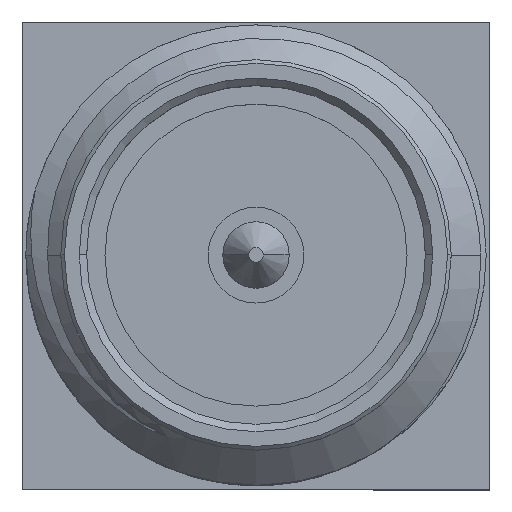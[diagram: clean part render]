
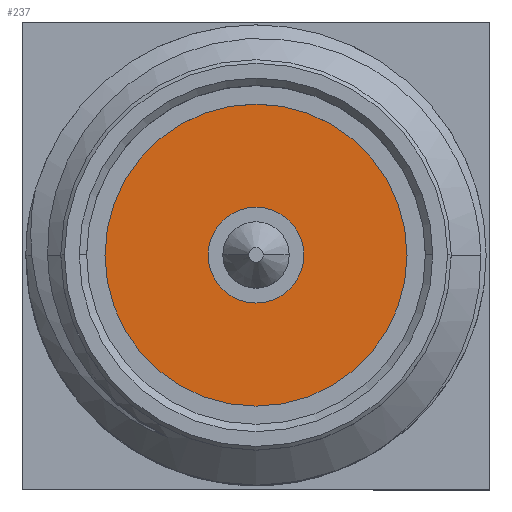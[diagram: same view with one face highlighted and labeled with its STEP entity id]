
A CAD part, top view. The second image highlights one B-rep face of the part: STEP entity #237.
In plain terms, the highlighted planar face has unit normal (0, 0, 1).
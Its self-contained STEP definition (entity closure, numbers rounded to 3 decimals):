
#42 = CARTESIAN_POINT ( 'NONE',  ( 0., 0.65, 11.33 ) ) ;
#140 = DIRECTION ( 'NONE',  ( 0., 1., 0. ) ) ;
#155 = CARTESIAN_POINT ( 'NONE',  ( 0., 0., 11.33 ) ) ;
#237 = ADVANCED_FACE ( 'NONE', ( #2964, #628 ), #2375, .T. ) ;
#265 = CARTESIAN_POINT ( 'NONE',  ( 0., 2.05, 11.33 ) ) ;
#376 = CARTESIAN_POINT ( 'NONE',  ( 0., -0.65, 11.33 ) ) ;
#410 = EDGE_CURVE ( 'NONE', #3153, #2629, #967, .T. ) ;
#429 = CIRCLE ( 'NONE', #1693, 0.65 ) ;
#480 = CARTESIAN_POINT ( 'NONE',  ( 0., 0., 11.33 ) ) ;
#539 = AXIS2_PLACEMENT_3D ( 'NONE', #42, #2119, #829 ) ;
#543 = EDGE_CURVE ( 'NONE', #2783, #952, #429, .T. ) ;
#560 = DIRECTION ( 'NONE',  ( 0., 1., 0. ) ) ;
#628 = FACE_OUTER_BOUND ( 'NONE', #1059, .T. ) ;
#829 = DIRECTION ( 'NONE',  ( 0., -1., 0. ) ) ;
#832 = ORIENTED_EDGE ( 'NONE', *, *, #2628, .F. ) ;
#887 = CARTESIAN_POINT ( 'NONE',  ( 0., 0., 11.33 ) ) ;
#952 = VERTEX_POINT ( 'NONE', #376 ) ;
#964 = CARTESIAN_POINT ( 'NONE',  ( 0., 0., 11.33 ) ) ;
#967 = CIRCLE ( 'NONE', #3138, 2.05 ) ;
#984 = AXIS2_PLACEMENT_3D ( 'NONE', #964, #1570, #560 ) ;
#1059 = EDGE_LOOP ( 'NONE', ( #832, #2081 ) ) ;
#1256 = CIRCLE ( 'NONE', #2077, 0.65 ) ;
#1570 = DIRECTION ( 'NONE',  ( 0., 0., -1. ) ) ;
#1639 = CIRCLE ( 'NONE', #984, 2.05 ) ;
#1693 = AXIS2_PLACEMENT_3D ( 'NONE', #887, #2420, #3192 ) ;
#1777 = ORIENTED_EDGE ( 'NONE', *, *, #2680, .T. ) ;
#1966 = DIRECTION ( 'NONE',  ( 0., 0., -1. ) ) ;
#2045 = EDGE_LOOP ( 'NONE', ( #2770, #1777 ) ) ;
#2077 = AXIS2_PLACEMENT_3D ( 'NONE', #480, #2804, #3308 ) ;
#2081 = ORIENTED_EDGE ( 'NONE', *, *, #410, .F. ) ;
#2119 = DIRECTION ( 'NONE',  ( 0., 0., 1. ) ) ;
#2168 = CARTESIAN_POINT ( 'NONE',  ( 0., 0.65, 11.33 ) ) ;
#2375 = PLANE ( 'NONE',  #539 ) ;
#2420 = DIRECTION ( 'NONE',  ( 0., 0., -1. ) ) ;
#2480 = CARTESIAN_POINT ( 'NONE',  ( 0., -2.05, 11.33 ) ) ;
#2628 = EDGE_CURVE ( 'NONE', #2629, #3153, #1639, .T. ) ;
#2629 = VERTEX_POINT ( 'NONE', #265 ) ;
#2680 = EDGE_CURVE ( 'NONE', #952, #2783, #1256, .T. ) ;
#2770 = ORIENTED_EDGE ( 'NONE', *, *, #543, .T. ) ;
#2783 = VERTEX_POINT ( 'NONE', #2168 ) ;
#2804 = DIRECTION ( 'NONE',  ( 0., 0., -1. ) ) ;
#2964 = FACE_BOUND ( 'NONE', #2045, .T. ) ;
#3138 = AXIS2_PLACEMENT_3D ( 'NONE', #155, #1966, #140 ) ;
#3153 = VERTEX_POINT ( 'NONE', #2480 ) ;
#3192 = DIRECTION ( 'NONE',  ( 0., 1., 0. ) ) ;
#3308 = DIRECTION ( 'NONE',  ( 0., 1., 0. ) ) ;
